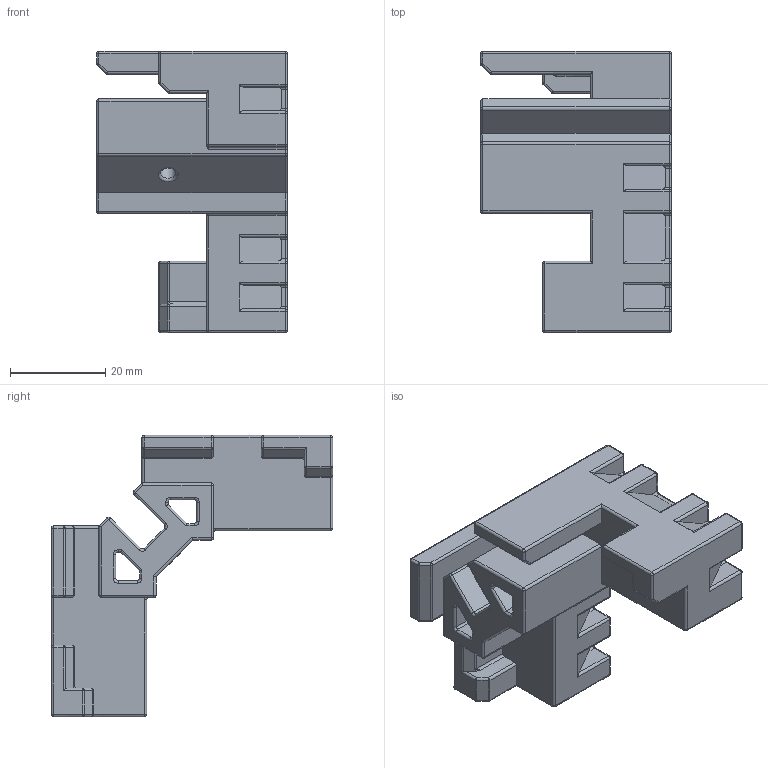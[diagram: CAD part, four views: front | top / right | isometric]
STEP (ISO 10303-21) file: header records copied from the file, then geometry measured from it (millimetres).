
FILE_DESCRIPTION(('STEP AP242'), '1');
FILE_NAME('item3dPrinterTermoboxAndDoorConnectorBottom', '', ('UNSPECIFIED'), ('UNSPECIFIED'), 'C3D Converter', 'C3D Toolkit', '');
FILE_SCHEMA(('AP242_MANAGED_MODEL_BASED_3D_ENGINEERING_MIM_LF { 1 0 10303 442 1 1 4 }'));
Length unit declared in the file: millimetre
Bounding box: 40 x 59 x 59 mm (x, y, z)
Volume: 37368.7 mm3; surface area: 14144.7 mm2
Topology: 1 solids, 1 shells, 473 faces, 1157 edges, 606 vertices
Faces by surface type: cylinder 229, plane 116, sphere 60, torus 46, bspline 22
Full cylindrical faces by diameter (mm): 3.2 x1
Entity records: 14761 total; most frequent: CARTESIAN_POINT 4238, DIRECTION 2320, ORIENTED_EDGE 2148, EDGE_CURVE 1074, AXIS2_PLACEMENT_3D 888, VERTEX_POINT 606, LINE 544, VECTOR 544
